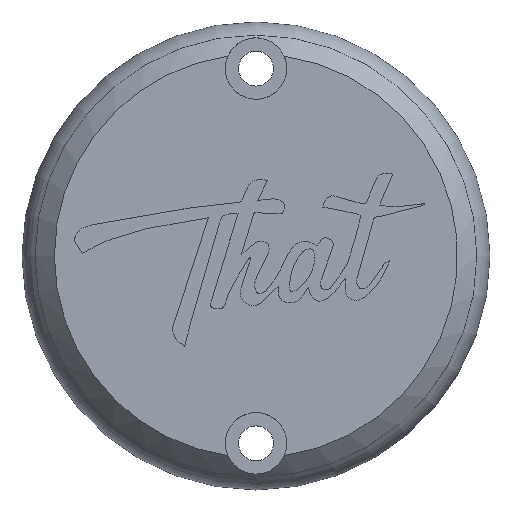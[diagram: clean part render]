
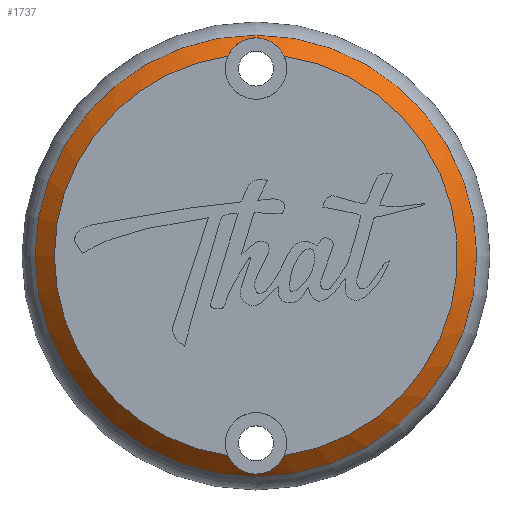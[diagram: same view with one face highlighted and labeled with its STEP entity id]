
A CAD part, top view. The second image highlights one B-rep face of the part: STEP entity #1737.
In plain terms, the highlighted conical face has half-angle 45 degrees and reference radius 33.65 mm.
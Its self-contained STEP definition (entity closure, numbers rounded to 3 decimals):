
#290=LINE('',#2063,#382);
#382=VECTOR('',#1893,33.65);
#474=B_SPLINE_CURVE_WITH_KNOTS('',3,(#2043,#2044,#2045,#2046,#2047,#2048,
#2049,#2050,#2051,#2052,#2053,#2054,#2055,#2056,#2057,#2058,#2059,#2060),
 .UNSPECIFIED.,.F.,.F.,(4,2,2,2,2,2,2,2,4),(1.921,2.091,
2.308,2.417,2.525,2.633,2.742,
2.959,3.129),.UNSPECIFIED.);
#475=B_SPLINE_CURVE_WITH_KNOTS('',3,(#2067,#2068,#2069,#2070,#2071,#2072,
#2073,#2074,#2075,#2076,#2077,#2078,#2079,#2080,#2081,#2082,#2083,#2084),
 .UNSPECIFIED.,.F.,.F.,(4,2,2,2,2,2,2,2,4),(1.921,2.091,
2.308,2.417,2.525,2.633,2.742,
2.959,3.129),.UNSPECIFIED.);
#476=CONICAL_SURFACE('',#1853,33.65,0.785);
#478=FACE_OUTER_BOUND('',#577,.T.);
#577=EDGE_LOOP('',(#1173,#1174,#1175,#1176,#1177,#1178,#1179,#1180));
#681=CIRCLE('',#1850,34.1);
#684=CIRCLE('',#1854,31.15);
#685=CIRCLE('',#1855,31.15);
#686=CIRCLE('',#1856,31.15);
#698=VERTEX_POINT('',#2035);
#700=VERTEX_POINT('',#2041);
#701=VERTEX_POINT('',#2042);
#702=VERTEX_POINT('',#2061);
#703=VERTEX_POINT('',#2064);
#704=VERTEX_POINT('',#2066);
#886=EDGE_CURVE('',#698,#698,#681,.T.);
#889=EDGE_CURVE('',#700,#701,#474,.T.);
#890=EDGE_CURVE('',#700,#702,#684,.T.);
#891=EDGE_CURVE('',#702,#698,#290,.T.);
#892=EDGE_CURVE('',#702,#703,#685,.T.);
#893=EDGE_CURVE('',#704,#703,#475,.T.);
#894=EDGE_CURVE('',#704,#701,#686,.T.);
#1173=ORIENTED_EDGE('',*,*,#889,.F.);
#1174=ORIENTED_EDGE('',*,*,#890,.T.);
#1175=ORIENTED_EDGE('',*,*,#891,.T.);
#1176=ORIENTED_EDGE('',*,*,#886,.F.);
#1177=ORIENTED_EDGE('',*,*,#891,.F.);
#1178=ORIENTED_EDGE('',*,*,#892,.T.);
#1179=ORIENTED_EDGE('',*,*,#893,.F.);
#1180=ORIENTED_EDGE('',*,*,#894,.T.);
#1737=ADVANCED_FACE('',(#478),#476,.T.);
#1850=AXIS2_PLACEMENT_3D('',#2036,#1883,#1884);
#1853=AXIS2_PLACEMENT_3D('',#2040,#1889,#1890);
#1854=AXIS2_PLACEMENT_3D('',#2062,#1891,#1892);
#1855=AXIS2_PLACEMENT_3D('',#2065,#1894,#1895);
#1856=AXIS2_PLACEMENT_3D('',#2085,#1896,#1897);
#1883=DIRECTION('center_axis',(0.,0.,-1.));
#1884=DIRECTION('ref_axis',(1.,0.,0.));
#1889=DIRECTION('center_axis',(0.,0.,-1.));
#1890=DIRECTION('ref_axis',(1.,0.,0.));
#1891=DIRECTION('center_axis',(0.,0.,-1.));
#1892=DIRECTION('ref_axis',(1.,0.,0.));
#1893=DIRECTION('',(-0.707,0.,-0.707));
#1894=DIRECTION('center_axis',(0.,0.,-1.));
#1895=DIRECTION('ref_axis',(1.,0.,0.));
#1896=DIRECTION('center_axis',(0.,0.,-1.));
#1897=DIRECTION('ref_axis',(1.,0.,0.));
#2035=CARTESIAN_POINT('',(-34.1,0.,7.05));
#2036=CARTESIAN_POINT('Origin',(0.,0.,7.05));
#2040=CARTESIAN_POINT('Origin',(0.,0.,7.5));
#2041=CARTESIAN_POINT('',(-4.356,-30.844,10.));
#2042=CARTESIAN_POINT('',(4.356,-30.844,10.));
#2043=CARTESIAN_POINT('Ctrl Pts',(-4.356,-30.844,10.));
#2044=CARTESIAN_POINT('Ctrl Pts',(-4.174,-31.263,9.61));
#2045=CARTESIAN_POINT('Ctrl Pts',(-3.927,-31.663,9.246));
#2046=CARTESIAN_POINT('Ctrl Pts',(-3.239,-32.476,8.516));
#2047=CARTESIAN_POINT('Ctrl Pts',(-2.71,-32.914,8.131));
#2048=CARTESIAN_POINT('Ctrl Pts',(-1.766,-33.373,7.732));
#2049=CARTESIAN_POINT('Ctrl Pts',(-1.427,-33.495,7.627));
#2050=CARTESIAN_POINT('Ctrl Pts',(-0.725,-33.658,
7.486));
#2051=CARTESIAN_POINT('Ctrl Pts',(-0.361,-33.7,7.45));
#2052=CARTESIAN_POINT('Ctrl Pts',(0.361,-33.7,7.45));
#2053=CARTESIAN_POINT('Ctrl Pts',(0.725,-33.658,7.486));
#2054=CARTESIAN_POINT('Ctrl Pts',(1.427,-33.495,7.627));
#2055=CARTESIAN_POINT('Ctrl Pts',(1.766,-33.373,7.732));
#2056=CARTESIAN_POINT('Ctrl Pts',(2.71,-32.914,8.131));
#2057=CARTESIAN_POINT('Ctrl Pts',(3.239,-32.476,8.516));
#2058=CARTESIAN_POINT('Ctrl Pts',(3.927,-31.663,9.246));
#2059=CARTESIAN_POINT('Ctrl Pts',(4.174,-31.263,9.61));
#2060=CARTESIAN_POINT('Ctrl Pts',(4.356,-30.844,10.));
#2061=CARTESIAN_POINT('',(-31.15,0.,10.));
#2062=CARTESIAN_POINT('Origin',(0.,0.,10.));
#2063=CARTESIAN_POINT('',(-33.65,0.,7.5));
#2064=CARTESIAN_POINT('',(-4.356,30.844,10.));
#2065=CARTESIAN_POINT('Origin',(0.,0.,10.));
#2066=CARTESIAN_POINT('',(4.356,30.844,10.));
#2067=CARTESIAN_POINT('Ctrl Pts',(4.356,30.844,10.));
#2068=CARTESIAN_POINT('Ctrl Pts',(4.174,31.263,9.61));
#2069=CARTESIAN_POINT('Ctrl Pts',(3.927,31.663,9.246));
#2070=CARTESIAN_POINT('Ctrl Pts',(3.239,32.476,8.516));
#2071=CARTESIAN_POINT('Ctrl Pts',(2.71,32.914,8.131));
#2072=CARTESIAN_POINT('Ctrl Pts',(1.766,33.373,7.732));
#2073=CARTESIAN_POINT('Ctrl Pts',(1.427,33.495,7.627));
#2074=CARTESIAN_POINT('Ctrl Pts',(0.725,33.658,7.486));
#2075=CARTESIAN_POINT('Ctrl Pts',(0.361,33.7,7.45));
#2076=CARTESIAN_POINT('Ctrl Pts',(-0.361,33.7,7.45));
#2077=CARTESIAN_POINT('Ctrl Pts',(-0.725,33.658,7.486));
#2078=CARTESIAN_POINT('Ctrl Pts',(-1.427,33.495,7.627));
#2079=CARTESIAN_POINT('Ctrl Pts',(-1.766,33.373,7.732));
#2080=CARTESIAN_POINT('Ctrl Pts',(-2.71,32.914,8.131));
#2081=CARTESIAN_POINT('Ctrl Pts',(-3.239,32.476,8.516));
#2082=CARTESIAN_POINT('Ctrl Pts',(-3.927,31.663,9.246));
#2083=CARTESIAN_POINT('Ctrl Pts',(-4.174,31.263,9.61));
#2084=CARTESIAN_POINT('Ctrl Pts',(-4.356,30.844,10.));
#2085=CARTESIAN_POINT('Origin',(0.,0.,10.));
